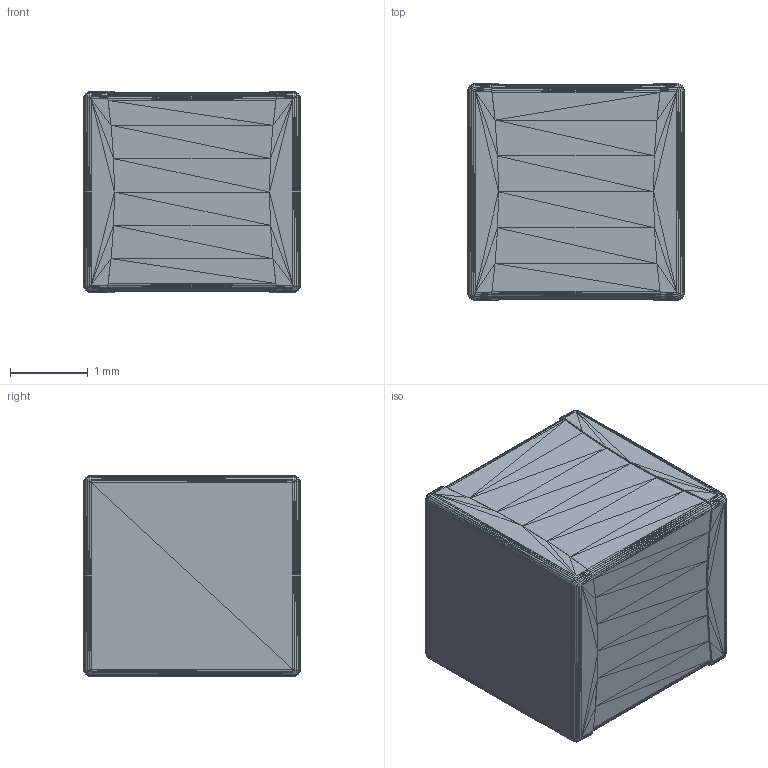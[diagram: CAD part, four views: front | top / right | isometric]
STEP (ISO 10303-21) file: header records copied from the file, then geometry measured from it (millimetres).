
FILE_DESCRIPTION(('auto-generated'),'2;1');
FILE_SCHEMA(('CONFIG_CONTROL_DESIGN'));
Bounding box: 2.8 x 2.8 x 2.6 mm (x, y, z)
Surface area: 43.5 mm2 (no closed solid volume)
Topology: 0 solids, 14 shells, 1550 faces, 2606 edges, 1062 vertices
Faces by surface type: plane 1550
Entity records: 25059 total; most frequent: ORIENTED_EDGE 4650, DIRECTION 3621, LINE 2606, EDGE_CURVE 2606, VECTOR 1652, AXIS2_PLACEMENT_3D 1551, PLANE 1550, EDGE_LOOP 1550
